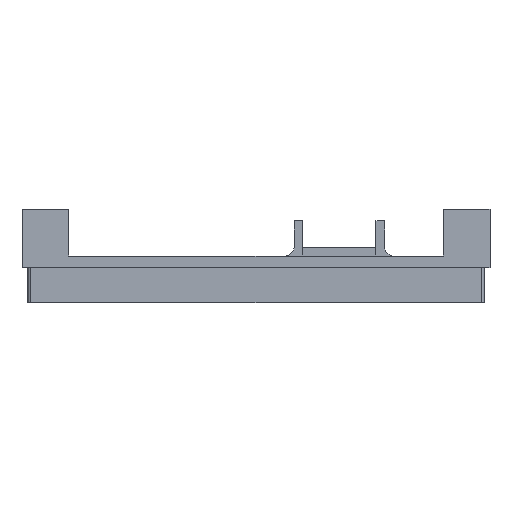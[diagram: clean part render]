
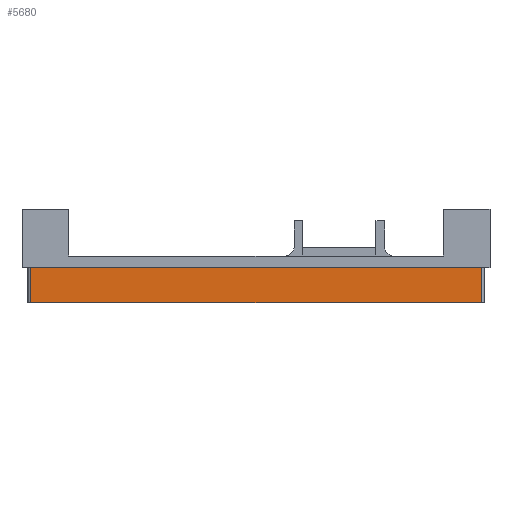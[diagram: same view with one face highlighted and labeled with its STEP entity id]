
A CAD part, front view. The second image highlights one B-rep face of the part: STEP entity #5680.
In plain terms, the highlighted planar face has unit normal (0, -1, 0).
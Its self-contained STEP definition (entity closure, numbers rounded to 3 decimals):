
#77 = DIRECTION ( 'NONE',  ( 0., 1., 0. ) ) ;
#193 = CARTESIAN_POINT ( 'NONE',  ( -39., -49., -6. ) ) ;
#439 = EDGE_CURVE ( 'NONE', #10833, #11409, #830, .T. ) ;
#830 = LINE ( 'NONE', #11487, #6169 ) ;
#859 = VECTOR ( 'NONE', #7960, 1000. ) ;
#1044 = ORIENTED_EDGE ( 'NONE', *, *, #3269, .T. ) ;
#1140 = CARTESIAN_POINT ( 'NONE',  ( 38.5, -49., 0. ) ) ;
#1217 = EDGE_CURVE ( 'NONE', #11409, #8919, #4365, .T. ) ;
#2058 = CARTESIAN_POINT ( 'NONE',  ( -38.5, -49., -6. ) ) ;
#2360 = EDGE_CURVE ( 'NONE', #5101, #8919, #6232, .T. ) ;
#2489 = DIRECTION ( 'NONE',  ( -1., 0., 0. ) ) ;
#2545 = EDGE_LOOP ( 'NONE', ( #3090, #7958, #10632, #1044 ) ) ;
#3090 = ORIENTED_EDGE ( 'NONE', *, *, #439, .T. ) ;
#3269 = EDGE_CURVE ( 'NONE', #5101, #10833, #8238, .T. ) ;
#3324 = VECTOR ( 'NONE', #10481, 1000. ) ;
#3343 = VECTOR ( 'NONE', #9065, 1000. ) ;
#3501 = CARTESIAN_POINT ( 'NONE',  ( -39., -49., -6. ) ) ;
#3695 = CARTESIAN_POINT ( 'NONE',  ( -38.5, -49., -6. ) ) ;
#4365 = LINE ( 'NONE', #3695, #859 ) ;
#4650 = DIRECTION ( 'NONE',  ( 0., 0., 1. ) ) ;
#5101 = VERTEX_POINT ( 'NONE', #8921 ) ;
#5680 = ADVANCED_FACE ( 'NONE', ( #10077 ), #10261, .F. ) ;
#6169 = VECTOR ( 'NONE', #2489, 1000. ) ;
#6232 = LINE ( 'NONE', #3501, #3324 ) ;
#7473 = CARTESIAN_POINT ( 'NONE',  ( 38.5, -49., -6. ) ) ;
#7958 = ORIENTED_EDGE ( 'NONE', *, *, #1217, .T. ) ;
#7960 = DIRECTION ( 'NONE',  ( 0., 0., -1. ) ) ;
#8238 = LINE ( 'NONE', #7473, #3343 ) ;
#8919 = VERTEX_POINT ( 'NONE', #2058 ) ;
#8921 = CARTESIAN_POINT ( 'NONE',  ( 38.5, -49., -6. ) ) ;
#9065 = DIRECTION ( 'NONE',  ( 0., 0., 1. ) ) ;
#9270 = CARTESIAN_POINT ( 'NONE',  ( -38.5, -49., 0. ) ) ;
#9281 = AXIS2_PLACEMENT_3D ( 'NONE', #193, #77, #4650 ) ;
#10077 = FACE_OUTER_BOUND ( 'NONE', #2545, .T. ) ;
#10261 = PLANE ( 'NONE',  #9281 ) ;
#10481 = DIRECTION ( 'NONE',  ( -1., 0., 0. ) ) ;
#10632 = ORIENTED_EDGE ( 'NONE', *, *, #2360, .F. ) ;
#10833 = VERTEX_POINT ( 'NONE', #1140 ) ;
#11409 = VERTEX_POINT ( 'NONE', #9270 ) ;
#11487 = CARTESIAN_POINT ( 'NONE',  ( -39., -49., 0. ) ) ;
